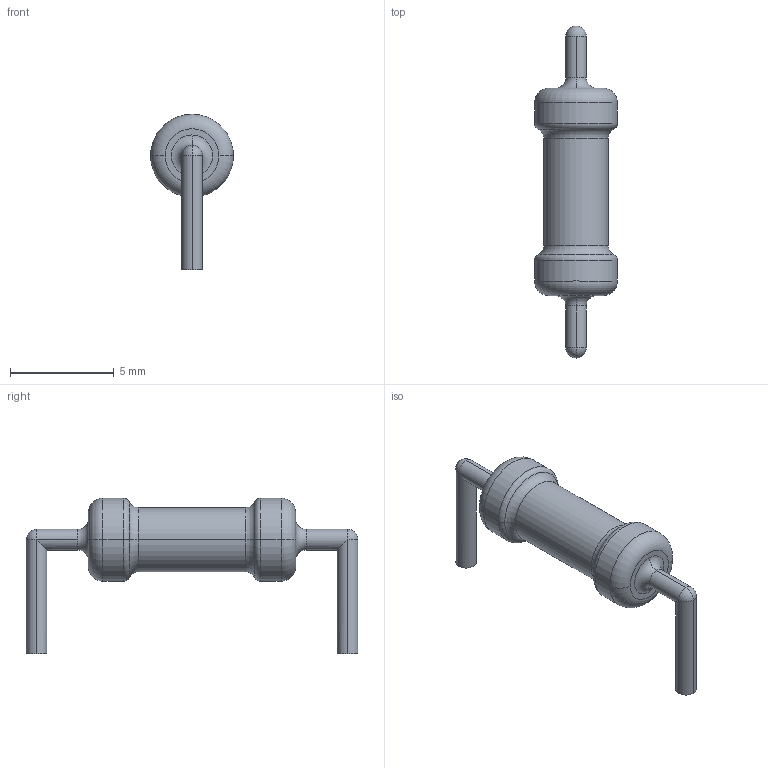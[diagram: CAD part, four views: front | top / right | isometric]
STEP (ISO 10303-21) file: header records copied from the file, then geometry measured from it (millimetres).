
FILE_DESCRIPTION(('CATIA V5 STEP Exchange','CAx-IF Rec.Pracs.--- Model Styling and Organization---1.4--- 2014-01-23','CAx-IF Rec.Pracs.---3D Tessellated Data Validation Properties---0.5---2014-09-14'),'2;1');
FILE_NAME('res-1w.stp','2020-12-02T08:20:56+00:00',('none'),('none'),'CATIA Version 5-6 Release 2018','CATIA V5 STEP AP242','none');
FILE_SCHEMA(('AP242_MANAGED_MODEL_BASED_3D_ENGINEERING_MIM_LF {1 0 10303 442 1 1 4}'));
Length unit declared in the file: millimetre
Products named in the file (1): res-1w
Bounding box: 4 x 16 x 7.5 mm (x, y, z)
Volume: 106.1 mm3; surface area: 178.6 mm2
Topology: 1 solids, 1 shells, 40 faces, 87 edges, 48 vertices
Faces by surface type: cylinder 17, torus 16, plane 4, sphere 3
Entity records: 1029 total; most frequent: CARTESIAN_POINT 189, ORIENTED_EDGE 168, DIRECTION 152, AXIS2_PLACEMENT_3D 100, EDGE_CURVE 84, CIRCLE 63, VERTEX_POINT 48, EDGE_LOOP 42
